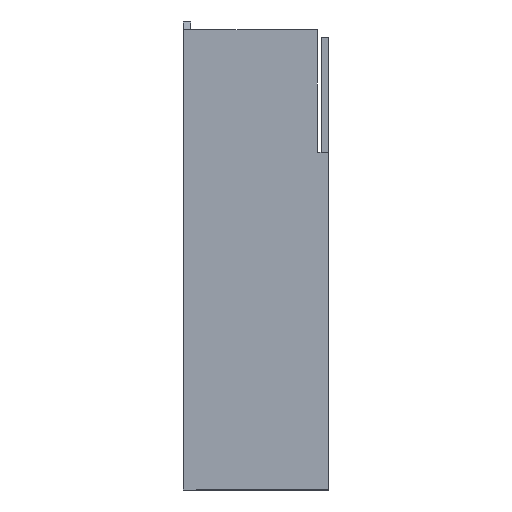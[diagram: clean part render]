
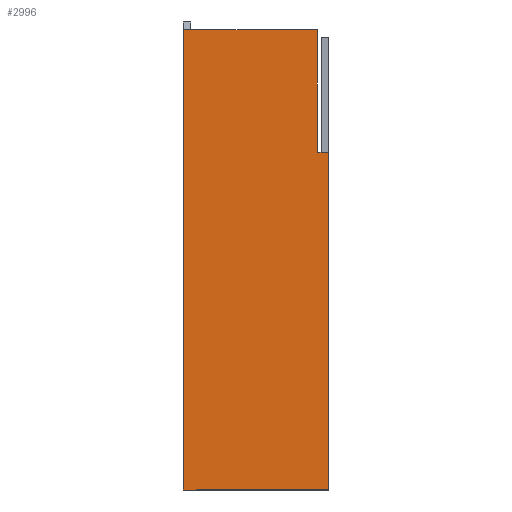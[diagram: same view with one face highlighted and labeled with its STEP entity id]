
A CAD part, left-side view. The second image highlights one B-rep face of the part: STEP entity #2996.
In plain terms, the highlighted planar face has unit normal (-1, 0, 0).
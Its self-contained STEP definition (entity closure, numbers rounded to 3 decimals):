
#57=FACE_OUTER_BOUND('',#208,.T.);
#208=EDGE_LOOP('',(#2193,#2194,#2195,#2196,#2197,#2198,#2199,#2200));
#336=LINE('',#4018,#773);
#355=LINE('',#4055,#792);
#431=LINE('',#4206,#868);
#500=LINE('',#4343,#937);
#518=LINE('',#4379,#955);
#519=LINE('',#4381,#956);
#520=LINE('',#4383,#957);
#521=LINE('',#4384,#958);
#773=VECTOR('',#3285,10.);
#792=VECTOR('',#3314,10.);
#868=VECTOR('',#3434,10.);
#937=VECTOR('',#3505,10.);
#955=VECTOR('',#3525,10.);
#956=VECTOR('',#3526,10.);
#957=VECTOR('',#3527,10.);
#958=VECTOR('',#3528,10.);
#1210=VERTEX_POINT('',#4016);
#1211=VERTEX_POINT('',#4017);
#1224=VERTEX_POINT('',#4053);
#1277=VERTEX_POINT('',#4205);
#1344=VERTEX_POINT('',#4342);
#1361=VERTEX_POINT('',#4378);
#1362=VERTEX_POINT('',#4380);
#1363=VERTEX_POINT('',#4382);
#1500=EDGE_CURVE('',#1210,#1211,#336,.T.);
#1519=EDGE_CURVE('',#1211,#1224,#355,.T.);
#1595=EDGE_CURVE('',#1277,#1210,#431,.T.);
#1664=EDGE_CURVE('',#1277,#1344,#500,.T.);
#1682=EDGE_CURVE('',#1224,#1361,#518,.T.);
#1683=EDGE_CURVE('',#1361,#1362,#519,.T.);
#1684=EDGE_CURVE('',#1362,#1363,#520,.T.);
#1685=EDGE_CURVE('',#1344,#1363,#521,.T.);
#2193=ORIENTED_EDGE('',*,*,#1500,.T.);
#2194=ORIENTED_EDGE('',*,*,#1519,.T.);
#2195=ORIENTED_EDGE('',*,*,#1682,.T.);
#2196=ORIENTED_EDGE('',*,*,#1683,.T.);
#2197=ORIENTED_EDGE('',*,*,#1684,.T.);
#2198=ORIENTED_EDGE('',*,*,#1685,.F.);
#2199=ORIENTED_EDGE('',*,*,#1664,.F.);
#2200=ORIENTED_EDGE('',*,*,#1595,.T.);
#2840=PLANE('',#3163);
#2996=ADVANCED_FACE('',(#57),#2840,.T.);
#3163=AXIS2_PLACEMENT_3D('',#4377,#3523,#3524);
#3285=DIRECTION('',(0.,1.,0.));
#3314=DIRECTION('',(0.,1.,0.));
#3434=DIRECTION('',(0.,0.,1.));
#3505=DIRECTION('',(0.,1.,0.));
#3523=DIRECTION('center_axis',(-1.,0.,0.));
#3524=DIRECTION('ref_axis',(0.,0.,1.));
#3525=DIRECTION('',(0.,0.,1.));
#3526=DIRECTION('',(0.,1.,0.));
#3527=DIRECTION('',(0.,1.,0.));
#3528=DIRECTION('',(0.,0.,1.));
#4016=CARTESIAN_POINT('',(-12.75,-1.8,4.4));
#4017=CARTESIAN_POINT('',(-12.75,-1.7,4.4));
#4018=CARTESIAN_POINT('',(-12.75,-1.8,4.4));
#4053=CARTESIAN_POINT('',(-12.75,-1.65,4.4));
#4055=CARTESIAN_POINT('',(-12.75,-1.8,4.4));
#4205=CARTESIAN_POINT('',(-12.75,-1.8,0.));
#4206=CARTESIAN_POINT('',(-12.75,-1.8,0.));
#4342=CARTESIAN_POINT('',(-12.75,0.1,0.));
#4343=CARTESIAN_POINT('',(-12.75,0.,0.));
#4377=CARTESIAN_POINT('Origin',(-12.75,0.,0.));
#4378=CARTESIAN_POINT('',(-12.75,-1.65,6.));
#4379=CARTESIAN_POINT('',(-12.75,-1.65,4.4));
#4380=CARTESIAN_POINT('',(-12.75,0.,6.));
#4381=CARTESIAN_POINT('',(-12.75,-1.65,6.));
#4382=CARTESIAN_POINT('',(-12.75,0.1,6.));
#4383=CARTESIAN_POINT('',(-12.75,0.,6.));
#4384=CARTESIAN_POINT('',(-12.75,0.1,0.));
